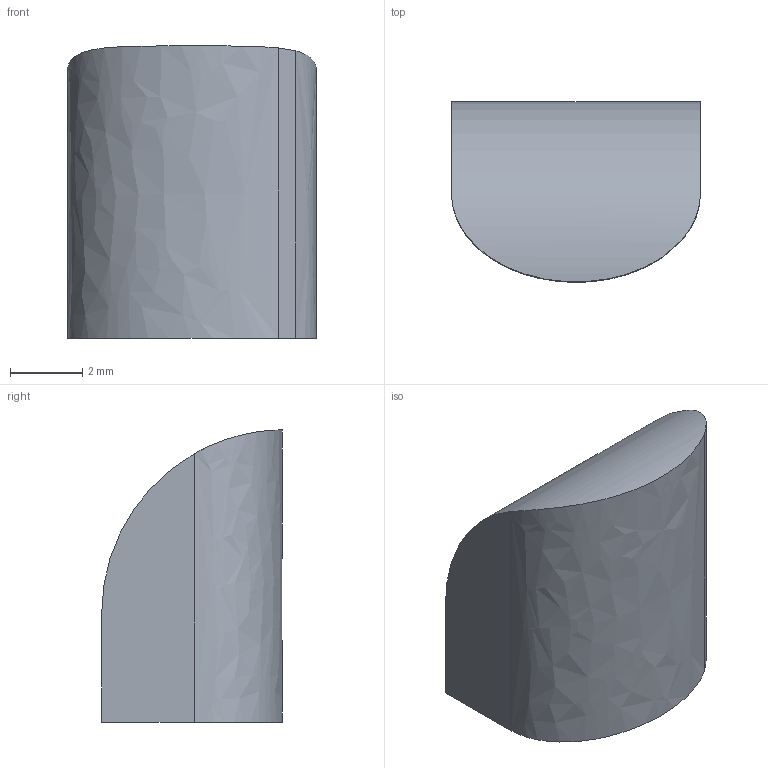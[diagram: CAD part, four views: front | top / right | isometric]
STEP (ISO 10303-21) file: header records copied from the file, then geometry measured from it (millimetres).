
FILE_DESCRIPTION(/* description */ (''),/* implementation_level */ '2;1');
FILE_NAME(/* name */ '5fd18d433404fa1517db3353',/* time_stamp */ '2020-12-10T02:51:47+00:00',/* author */ (''),/* organization */ (''),/* preprocessor_version */ 'ST-DEVELOPER v16.7',/* originating_system */ $,/* authorisation */ $);
FILE_SCHEMA (('AUTOMOTIVE_DESIGN {1 0 10303 214 3 1 1}'));
Length unit declared in the file: metre
Products named in the file (1): ledfrontaliz
Bounding box: 6.89 x 5 x 8.1 mm (x, y, z)
Volume: 212.2 mm3; surface area: 208.3 mm2
Topology: 1 solids, 1 shells, 8 faces, 18 edges, 12 vertices
Faces by surface type: plane 4, bspline 3, cylinder 1
Entity records: 319 total; most frequent: CARTESIAN_POINT 82, ORIENTED_EDGE 36, DIRECTION 30, EDGE_CURVE 18, VERTEX_POINT 12, LINE 10, VECTOR 10, AXIS2_PLACEMENT_3D 10
